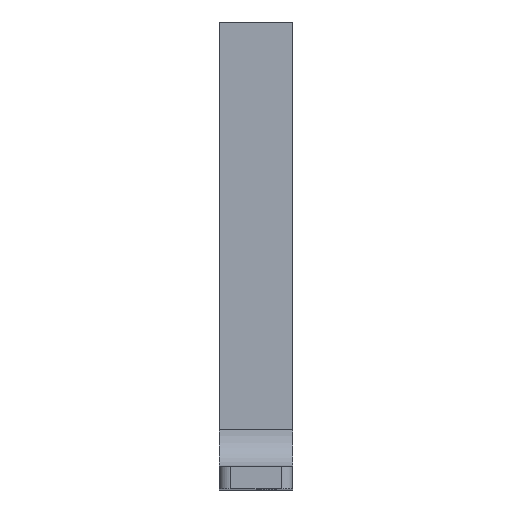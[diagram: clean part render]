
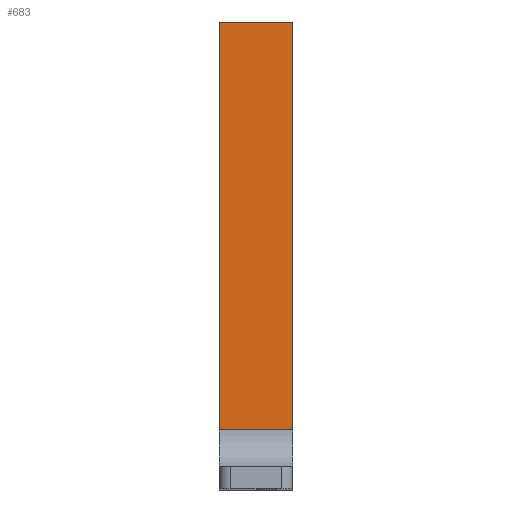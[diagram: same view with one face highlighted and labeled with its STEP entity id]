
A CAD part, top view. The second image highlights one B-rep face of the part: STEP entity #683.
In plain terms, the highlighted planar face has unit normal (0, 0, 1).
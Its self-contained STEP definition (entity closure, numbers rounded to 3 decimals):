
#43=PLANE('',#775);
#79=FACE_OUTER_BOUND('',#127,.T.);
#127=EDGE_LOOP('',(#623,#624,#625,#626));
#144=LINE('',#1056,#198);
#164=LINE('',#1122,#218);
#169=LINE('',#1141,#223);
#182=LINE('',#1184,#236);
#198=VECTOR('',#844,10.);
#218=VECTOR('',#910,10.);
#223=VECTOR('',#929,10.);
#236=VECTOR('',#986,10.);
#303=VERTEX_POINT('',#1052);
#304=VERTEX_POINT('',#1054);
#327=VERTEX_POINT('',#1120);
#334=VERTEX_POINT('',#1140);
#374=EDGE_CURVE('',#304,#303,#144,.T.);
#408=EDGE_CURVE('',#327,#304,#164,.T.);
#417=EDGE_CURVE('',#303,#334,#169,.T.);
#438=EDGE_CURVE('',#334,#327,#182,.T.);
#623=ORIENTED_EDGE('',*,*,#374,.F.);
#624=ORIENTED_EDGE('',*,*,#408,.F.);
#625=ORIENTED_EDGE('',*,*,#438,.F.);
#626=ORIENTED_EDGE('',*,*,#417,.F.);
#683=ADVANCED_FACE('',(#79),#43,.T.);
#775=AXIS2_PLACEMENT_3D('',#1183,#984,#985);
#844=DIRECTION('',(-1.,0.,0.));
#910=DIRECTION('',(0.,-1.,0.));
#929=DIRECTION('',(0.,1.,0.));
#984=DIRECTION('center_axis',(0.,0.,
1.));
#985=DIRECTION('ref_axis',(0.,-1.,0.));
#986=DIRECTION('',(1.,0.,0.));
#1052=CARTESIAN_POINT('',(-274.727,-489.,-21.105));
#1054=CARTESIAN_POINT('',(-255.,-489.,-21.105));
#1056=CARTESIAN_POINT('',(-274.727,-489.,-21.105));
#1120=CARTESIAN_POINT('',(-255.,-378.869,-21.105));
#1122=CARTESIAN_POINT('',(-255.,-391.369,-21.105));
#1140=CARTESIAN_POINT('',(-274.727,-378.869,-21.105));
#1141=CARTESIAN_POINT('',(-274.727,-391.369,-21.105));
#1183=CARTESIAN_POINT('Origin',(-274.727,-378.869,-21.105));
#1184=CARTESIAN_POINT('',(-274.727,-378.869,-21.105));
